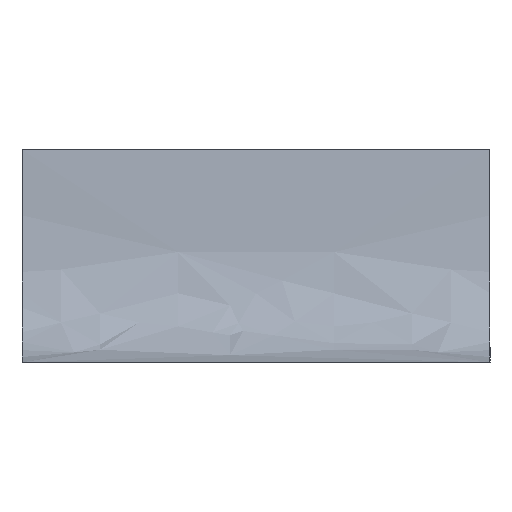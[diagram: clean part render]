
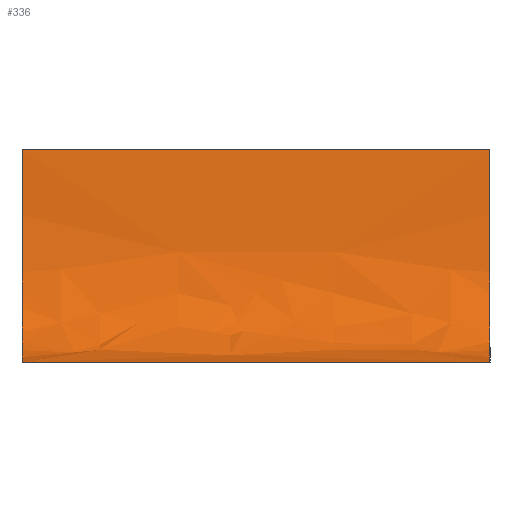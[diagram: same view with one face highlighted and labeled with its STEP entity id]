
A CAD part, left-side view. The second image highlights one B-rep face of the part: STEP entity #336.
In plain terms, the highlighted face is a extrusion surface.
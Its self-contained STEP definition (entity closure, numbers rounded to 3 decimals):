
#336=ADVANCED_FACE('',(#606),#608,.T.);
#606=FACE_BOUND('',#607,.T.);
#607=EDGE_LOOP('',(#791,#792,#793,#794));
#608=SURFACE_OF_LINEAR_EXTRUSION('',#609,#610);
#609=B_SPLINE_CURVE_WITH_KNOTS('',3,
(#795,#796,#797,#798),
.UNSPECIFIED.,.F.,.F.,
(4,4),
(0.,1.),
.UNSPECIFIED.);
#610=VECTOR('',#611,3.3);
#611=DIRECTION('',(0.,1.,0.));
#791=ORIENTED_EDGE('',*,*,#895,.T.);
#792=ORIENTED_EDGE('',*,*,#896,.T.);
#793=ORIENTED_EDGE('',*,*,#897,.F.);
#794=ORIENTED_EDGE('',*,*,#892,.F.);
#795=CARTESIAN_POINT('',(-3.2,-3.3,0.));
#796=CARTESIAN_POINT('',(-2.463,-3.3,0.094));
#797=CARTESIAN_POINT('',(-2.47,-3.3,0.703));
#798=CARTESIAN_POINT('',(-2.4,-3.3,1.5));
#892=EDGE_CURVE('',#1010,#1012,#1013,.T.);
#895=EDGE_CURVE('',#1010,#1017,#1018,.T.);
#896=EDGE_CURVE('',#1017,#1019,#1020,.T.);
#897=EDGE_CURVE('',#1012,#1019,#1021,.T.);
#1010=VERTEX_POINT('',#1260);
#1012=VERTEX_POINT('',#1264);
#1013=LINE('',#1265,#1266);
#1017=VERTEX_POINT('',#1275);
#1018=B_SPLINE_CURVE_WITH_KNOTS('',3,
(#1276,#1277,#1278,#1279),
.UNSPECIFIED.,.F.,.F.,
(4,4),
(0.,1.),
.UNSPECIFIED.);
#1019=VERTEX_POINT('',#1280);
#1020=LINE('',#1281,#1282);
#1021=B_SPLINE_CURVE_WITH_KNOTS('',3,
(#1284,#1285,#1286,#1287),
.UNSPECIFIED.,.F.,.F.,
(4,4),
(0.,1.),
.UNSPECIFIED.);
#1260=CARTESIAN_POINT('',(-3.2,-3.3,0.));
#1264=CARTESIAN_POINT('',(-3.2,0.,0.));
#1265=CARTESIAN_POINT('',(-3.2,-3.3,0.));
#1266=VECTOR('',#1267,1.);
#1267=DIRECTION('',(0.,1.,0.));
#1275=CARTESIAN_POINT('',(-2.4,-3.3,1.5));
#1276=CARTESIAN_POINT('',(-3.2,-3.3,0.));
#1277=CARTESIAN_POINT('',(-2.463,-3.3,0.094));
#1278=CARTESIAN_POINT('',(-2.47,-3.3,0.703));
#1279=CARTESIAN_POINT('',(-2.4,-3.3,1.5));
#1280=CARTESIAN_POINT('',(-2.4,0.,1.5));
#1281=CARTESIAN_POINT('',(-2.4,-3.3,1.5));
#1282=VECTOR('',#1283,1.);
#1283=DIRECTION('',(0.,1.,0.));
#1284=CARTESIAN_POINT('',(-3.2,0.,0.));
#1285=CARTESIAN_POINT('',(-2.463,0.,0.094));
#1286=CARTESIAN_POINT('',(-2.47,0.,0.703));
#1287=CARTESIAN_POINT('',(-2.4,0.,1.5));
